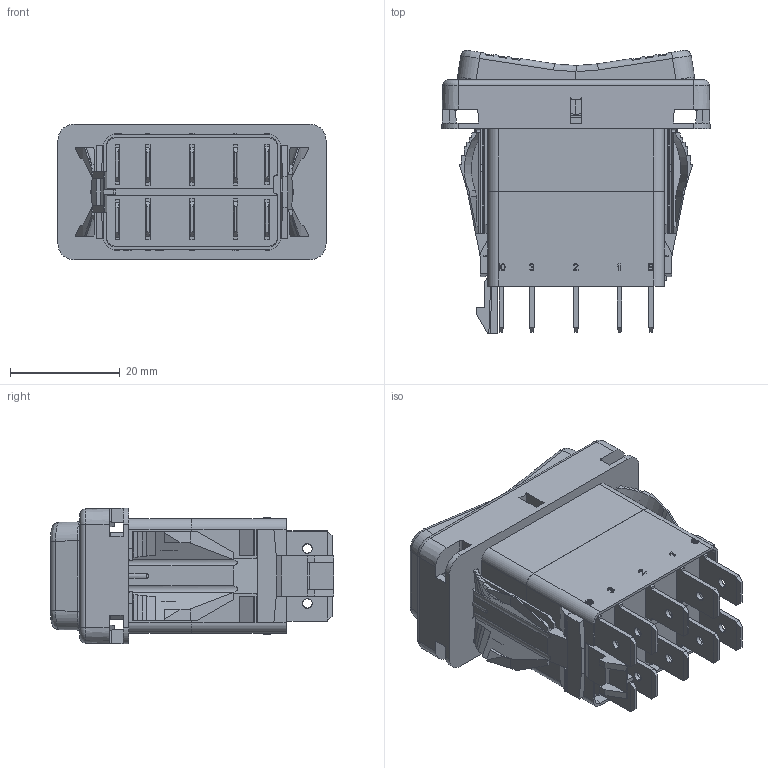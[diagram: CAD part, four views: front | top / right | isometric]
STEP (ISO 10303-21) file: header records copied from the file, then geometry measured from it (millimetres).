
FILE_DESCRIPTION((''),'2;1');
FILE_NAME('VJD2U664-1RR00-000_SW0001','2011-09-22T',('leads.cao'),(''),'PRO/ENGINEER BY PARAMETRIC TECHNOLOGY CORPORATION, 2010280','PRO/ENGINEER BY PARAMETRIC TECHNOLOGY CORPORATION, 2010280','');
FILE_SCHEMA(('CONFIG_CONTROL_DESIGN'));
Products named in the file (1): VJD2U664-1RR00-000_SW0001
Bounding box: 48.82 x 51.54 x 24.69 mm (x, y, z)
Volume: 15308.6 mm3; surface area: 20803.7 mm2
Topology: 1 solids, 1 shells, 2450 faces, 6586 edges, 4149 vertices
Faces by surface type: plane 1915, cylinder 269, cone 218, bspline 24, torus 16, extrusion 8
Entity records: 78492 total; most frequent: CARTESIAN_POINT 19023, ORIENTED_EDGE 13164, DIRECTION 11038, EDGE_CURVE 6582, VECTOR 4854, LINE 4846, VERTEX_POINT 4149, AXIS2_PLACEMENT_3D 3092
